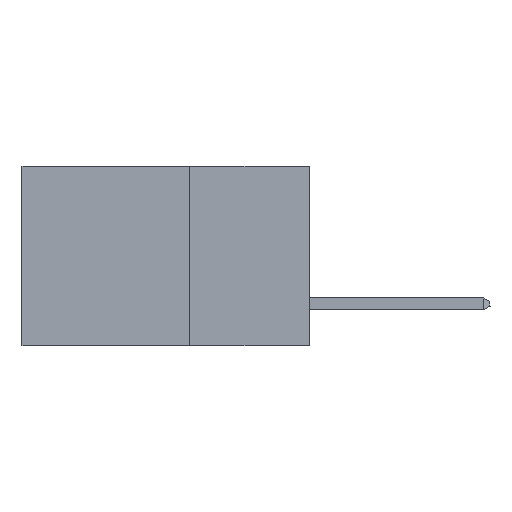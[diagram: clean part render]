
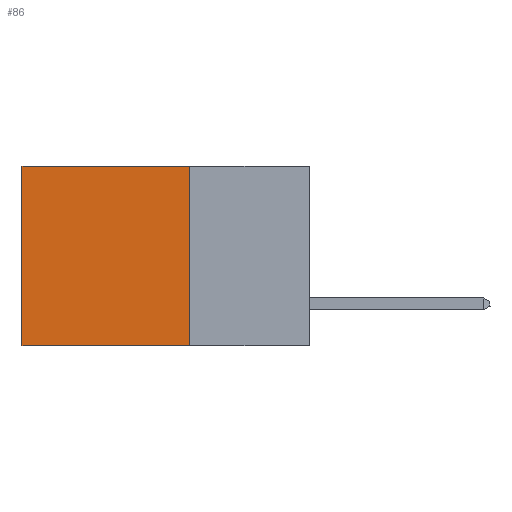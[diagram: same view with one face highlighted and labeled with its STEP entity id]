
A CAD part, left-side view. The second image highlights one B-rep face of the part: STEP entity #86.
In plain terms, the highlighted planar face has unit normal (-1, 0, 0).
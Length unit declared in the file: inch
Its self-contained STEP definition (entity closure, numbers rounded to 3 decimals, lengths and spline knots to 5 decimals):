
#86 = ADVANCED_FACE ( 'NONE', ( #841 ), #3492, .F. ) ;
#328 = EDGE_CURVE ( 'NONE', #10794, #11564, #6684, .T. ) ;
#841 = FACE_OUTER_BOUND ( 'NONE', #8631, .T. ) ;
#1267 = LINE ( 'NONE', #5709, #7341 ) ;
#2298 = VECTOR ( 'NONE', #14579, 39.37008 ) ;
#3492 = PLANE ( 'NONE',  #9155 ) ;
#4188 = CARTESIAN_POINT ( 'NONE',  ( 0.2875, 0.25, 0. ) ) ;
#4193 = LINE ( 'NONE', #11899, #6363 ) ;
#5131 = DIRECTION ( 'NONE',  ( 0., 0., -1. ) ) ;
#5260 = CARTESIAN_POINT ( 'NONE',  ( 0.2875, 0.25, -0.375 ) ) ;
#5701 = EDGE_CURVE ( 'NONE', #11564, #11325, #1267, .T. ) ;
#5709 = CARTESIAN_POINT ( 'NONE',  ( 0.2875, 0.25, -0.375 ) ) ;
#6342 = ORIENTED_EDGE ( 'NONE', *, *, #328, .F. ) ;
#6363 = VECTOR ( 'NONE', #17451, 39.37008 ) ;
#6684 = LINE ( 'NONE', #13370, #11043 ) ;
#6852 = CARTESIAN_POINT ( 'NONE',  ( 0.2875, 0.6, -0.375 ) ) ;
#7341 = VECTOR ( 'NONE', #12826, 39.37008 ) ;
#7390 = EDGE_CURVE ( 'NONE', #10794, #12366, #4193, .T. ) ;
#7889 = DIRECTION ( 'NONE',  ( 1., 0., 0. ) ) ;
#8631 = EDGE_LOOP ( 'NONE', ( #9715, #14361, #6342, #16003 ) ) ;
#9155 = AXIS2_PLACEMENT_3D ( 'NONE', #17501, #7889, #5131 ) ;
#9181 = CARTESIAN_POINT ( 'NONE',  ( 0.2875, 0.6, -0.375 ) ) ;
#9715 = ORIENTED_EDGE ( 'NONE', *, *, #11447, .T. ) ;
#10794 = VERTEX_POINT ( 'NONE', #4188 ) ;
#11043 = VECTOR ( 'NONE', #17463, 39.37008 ) ;
#11251 = LINE ( 'NONE', #9181, #2298 ) ;
#11325 = VERTEX_POINT ( 'NONE', #6852 ) ;
#11447 = EDGE_CURVE ( 'NONE', #12366, #11325, #11251, .T. ) ;
#11564 = VERTEX_POINT ( 'NONE', #5260 ) ;
#11899 = CARTESIAN_POINT ( 'NONE',  ( 0.2875, 0.25, 0. ) ) ;
#12366 = VERTEX_POINT ( 'NONE', #17415 ) ;
#12826 = DIRECTION ( 'NONE',  ( 0., 1., 0. ) ) ;
#13370 = CARTESIAN_POINT ( 'NONE',  ( 0.2875, 0.25, -0.375 ) ) ;
#14361 = ORIENTED_EDGE ( 'NONE', *, *, #5701, .F. ) ;
#14579 = DIRECTION ( 'NONE',  ( 0., 0., -1. ) ) ;
#16003 = ORIENTED_EDGE ( 'NONE', *, *, #7390, .T. ) ;
#17415 = CARTESIAN_POINT ( 'NONE',  ( 0.2875, 0.6, 0. ) ) ;
#17451 = DIRECTION ( 'NONE',  ( 0., 1., 0. ) ) ;
#17463 = DIRECTION ( 'NONE',  ( 0., 0., -1. ) ) ;
#17501 = CARTESIAN_POINT ( 'NONE',  ( 0.2875, 0.25, -0.375 ) ) ;
